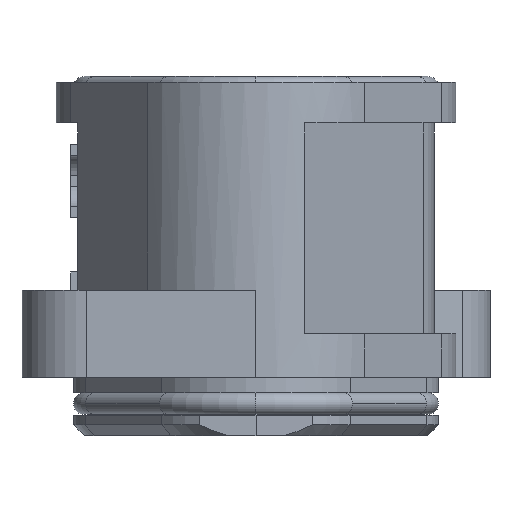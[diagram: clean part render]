
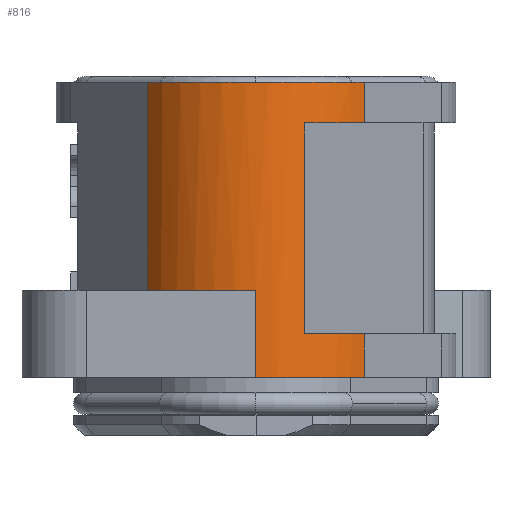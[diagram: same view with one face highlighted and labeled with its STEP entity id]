
A CAD part, left-side view. The second image highlights one B-rep face of the part: STEP entity #816.
In plain terms, the highlighted cylindrical face has radius 9.1 mm (diameter 18.2 mm), a partial arc.
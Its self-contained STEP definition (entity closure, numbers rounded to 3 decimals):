
#181=CYLINDRICAL_SURFACE('',#5979,9.1);
#354=CIRCLE('',#5774,9.1);
#355=CIRCLE('',#5777,9.1);
#393=CIRCLE('',#5847,9.1);
#400=CIRCLE('',#5862,9.1);
#403=CIRCLE('',#5866,9.1);
#816=ADVANCED_FACE('NONE',(#1250),#181,.T.);
#1250=FACE_OUTER_BOUND('',#1567,.T.);
#1567=EDGE_LOOP('',(#3699,#3700,#3701,#3702,#3703,#3704,#3705,#3706,#3707,
#3708));
#1802=LINE('',#8767,#2206);
#1876=LINE('',#9053,#2280);
#1879=LINE('',#9059,#2283);
#1978=LINE('',#9541,#2382);
#2206=VECTOR('',#6745,1.);
#2280=VECTOR('',#6987,1.);
#2283=VECTOR('',#6992,1.);
#2382=VECTOR('',#7327,1.);
#3699=ORIENTED_EDGE('',*,*,#5288,.T.);
#3700=ORIENTED_EDGE('',*,*,#4968,.T.);
#3701=ORIENTED_EDGE('',*,*,#4970,.F.);
#3702=ORIENTED_EDGE('',*,*,#4973,.F.);
#3703=ORIENTED_EDGE('',*,*,#5289,.T.);
#3704=ORIENTED_EDGE('',*,*,#5078,.F.);
#3705=ORIENTED_EDGE('',*,*,#5098,.T.);
#3706=ORIENTED_EDGE('',*,*,#5110,.T.);
#3707=ORIENTED_EDGE('',*,*,#5101,.T.);
#3708=ORIENTED_EDGE('',*,*,#5104,.T.);
#4327=VERTEX_POINT('',#8762);
#4328=VERTEX_POINT('',#8764);
#4329=VERTEX_POINT('',#8768);
#4331=VERTEX_POINT('',#8774);
#4407=VERTEX_POINT('',#9011);
#4408=VERTEX_POINT('',#9012);
#4421=VERTEX_POINT('',#9054);
#4422=VERTEX_POINT('',#9058);
#4423=VERTEX_POINT('',#9060);
#4425=VERTEX_POINT('',#9065);
#4968=EDGE_CURVE('NONE',#4328,#4327,#354,.T.);
#4970=EDGE_CURVE('NONE',#4329,#4327,#1802,.T.);
#4973=EDGE_CURVE('NONE',#4331,#4329,#355,.T.);
#5078=EDGE_CURVE('NONE',#4407,#4408,#393,.T.);
#5098=EDGE_CURVE('NONE',#4407,#4421,#1876,.T.);
#5101=EDGE_CURVE('NONE',#4423,#4422,#1879,.T.);
#5104=EDGE_CURVE('NONE',#4422,#4425,#400,.T.);
#5110=EDGE_CURVE('NONE',#4421,#4423,#403,.T.);
#5288=EDGE_CURVE('NONE',#4425,#4328,#1978,.T.);
#5289=EDGE_CURVE('NONE',#4331,#4408,#5521,.T.);
#5521=B_SPLINE_CURVE_WITH_KNOTS('',3,(#9542,#9543,#9544,#9545),
 .UNSPECIFIED.,.F.,.F.,(4,4),(0.,1.),.UNSPECIFIED.);
#5774=AXIS2_PLACEMENT_3D('',#8763,#6740,#6741);
#5777=AXIS2_PLACEMENT_3D('',#8773,#6750,#6751);
#5847=AXIS2_PLACEMENT_3D('',#9010,#6949,#6950);
#5862=AXIS2_PLACEMENT_3D('',#9066,#6997,#6998);
#5866=AXIS2_PLACEMENT_3D('',#9075,#7008,#7009);
#5979=AXIS2_PLACEMENT_3D('',#9546,#7328,#7329);
#6740=DIRECTION('',(0.,0.,1.));
#6741=DIRECTION('',(1.,0.,0.));
#6745=DIRECTION('',(0.,0.,-1.));
#6750=DIRECTION('',(0.,0.,1.));
#6751=DIRECTION('',(1.,0.,0.));
#6949=DIRECTION('',(0.,0.,-1.));
#6950=DIRECTION('',(1.,0.,0.));
#6987=DIRECTION('',(0.,0.,-1.));
#6992=DIRECTION('',(0.,0.,1.));
#6997=DIRECTION('',(0.,0.,-1.));
#6998=DIRECTION('',(1.,0.,0.));
#7008=DIRECTION('',(0.,0.,1.));
#7009=DIRECTION('',(1.,0.,0.));
#7327=DIRECTION('',(0.,0.,1.));
#7328=DIRECTION('',(0.,0.,1.));
#7329=DIRECTION('',(1.,0.,0.));
#8762=CARTESIAN_POINT('',(-18.82,-7.454,17.5));
#8763=CARTESIAN_POINT('',(-13.6,0.,17.5));
#8764=CARTESIAN_POINT('',(-22.059,-3.355,17.5));
#8767=CARTESIAN_POINT('',(-18.82,-7.454,0.));
#8768=CARTESIAN_POINT('',(-18.82,-7.454,20.3));
#8773=CARTESIAN_POINT('',(-13.6,0.,20.3));
#8774=CARTESIAN_POINT('',(-18.819,7.454,20.3));
#9010=CARTESIAN_POINT('',(-13.6,0.,6.));
#9011=CARTESIAN_POINT('',(-22.7,0.,6.));
#9012=CARTESIAN_POINT('',(-18.819,7.454,6.));
#9053=CARTESIAN_POINT('',(-22.7,0.,0.));
#9054=CARTESIAN_POINT('',(-22.7,0.,0.));
#9058=CARTESIAN_POINT('',(-18.82,-7.454,3.));
#9059=CARTESIAN_POINT('',(-18.82,-7.454,0.));
#9060=CARTESIAN_POINT('',(-18.82,-7.454,0.));
#9065=CARTESIAN_POINT('',(-22.059,-3.355,3.));
#9066=CARTESIAN_POINT('',(-13.6,0.,3.));
#9075=CARTESIAN_POINT('',(-13.6,0.,0.));
#9541=CARTESIAN_POINT('',(-22.059,-3.355,0.));
#9542=CARTESIAN_POINT('',(-18.82,7.454,20.3));
#9543=CARTESIAN_POINT('',(-18.82,7.454,15.533));
#9544=CARTESIAN_POINT('',(-18.82,7.454,10.767));
#9545=CARTESIAN_POINT('',(-18.82,7.454,6.));
#9546=CARTESIAN_POINT('',(-13.6,0.,0.));
